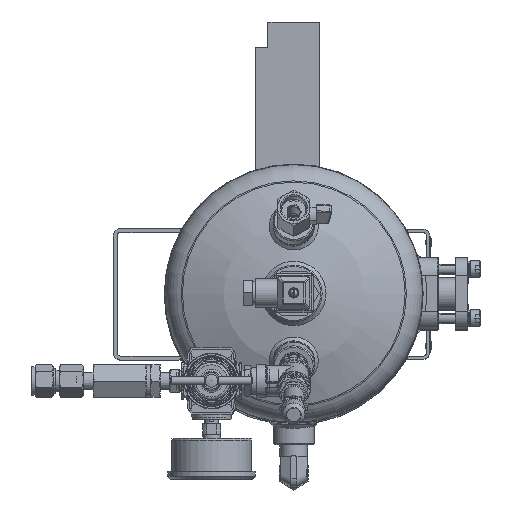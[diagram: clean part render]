
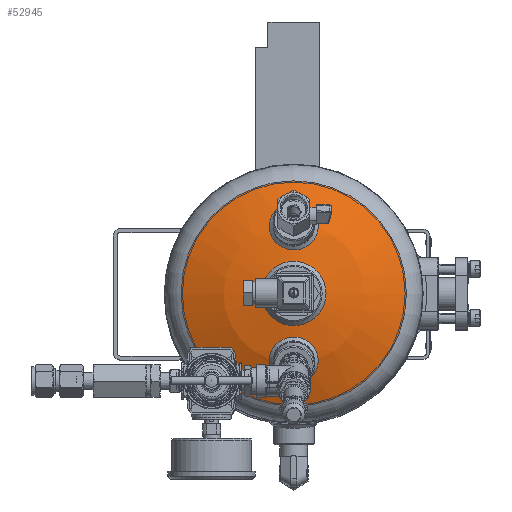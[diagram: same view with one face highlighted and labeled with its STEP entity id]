
A CAD part, top view. The second image highlights one B-rep face of the part: STEP entity #52945.
In plain terms, the highlighted spherical face has radius 202.3 mm.
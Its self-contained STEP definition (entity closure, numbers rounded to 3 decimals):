
#643=SPHERICAL_SURFACE('',#63737,202.3);
#12794=ORIENTED_EDGE('',*,*,#28408,.T.);
#12795=ORIENTED_EDGE('',*,*,#28412,.T.);
#12796=ORIENTED_EDGE('',*,*,#28413,.F.);
#12797=ORIENTED_EDGE('',*,*,#28414,.F.);
#28408=EDGE_CURVE('',#36278,#36278,#41732,.T.);
#28412=EDGE_CURVE('',#36282,#36282,#41736,.T.);
#28413=EDGE_CURVE('',#36283,#36283,#41737,.T.);
#28414=EDGE_CURVE('',#36284,#36284,#41738,.F.);
#36278=VERTEX_POINT('',#83876);
#36282=VERTEX_POINT('',#83886);
#36283=VERTEX_POINT('',#83888);
#36284=VERTEX_POINT('',#83890);
#41732=CIRCLE('',#63732,15.);
#41736=CIRCLE('',#63738,15.);
#41737=CIRCLE('',#63739,87.326);
#41738=CIRCLE('',#63740,20.);
#43723=EDGE_LOOP('',(#12794));
#43724=EDGE_LOOP('',(#12795));
#43725=EDGE_LOOP('',(#12796));
#43726=EDGE_LOOP('',(#12797));
#47950=FACE_BOUND('',#43723,.T.);
#47951=FACE_BOUND('',#43724,.T.);
#47952=FACE_BOUND('',#43725,.T.);
#47953=FACE_BOUND('',#43726,.T.);
#52945=ADVANCED_FACE('',(#47950,#47951,#47952,#47953),#643,.T.);
#63732=AXIS2_PLACEMENT_3D('',#83875,#69480,#69481);
#63737=AXIS2_PLACEMENT_3D('',#83884,#69490,#69491);
#63738=AXIS2_PLACEMENT_3D('',#83885,#69492,#69493);
#63739=AXIS2_PLACEMENT_3D('',#83887,#69494,#69495);
#63740=AXIS2_PLACEMENT_3D('',#83889,#69496,#69497);
#69480=DIRECTION('',(0.259,0.,-0.966));
#69481=DIRECTION('',(0.966,0.,0.259));
#69490=DIRECTION('',(0.,0.,-1.));
#69491=DIRECTION('',(1.,0.,0.));
#69492=DIRECTION('',(-0.259,0.,-0.966));
#69493=DIRECTION('',(-0.966,0.,0.259));
#69494=DIRECTION('',(0.,0.,-1.));
#69495=DIRECTION('',(-1.,0.,0.));
#69496=DIRECTION('',(0.,0.,-1.));
#69497=DIRECTION('',(-1.,0.,0.));
#83875=CARTESIAN_POINT('',(-52.215,0.,46.028));
#83876=CARTESIAN_POINT('',(-37.726,0.,49.911));
#83884=CARTESIAN_POINT('',(0.,0.,-148.841));
#83885=CARTESIAN_POINT('',(52.215,0.,46.028));
#83886=CARTESIAN_POINT('',(37.726,0.,49.911));
#83887=CARTESIAN_POINT('',(0.,0.,33.641));
#83888=CARTESIAN_POINT('',(-87.326,0.,33.641));
#83889=CARTESIAN_POINT('',(0.,0.,52.468));
#83890=CARTESIAN_POINT('',(-20.,0.,52.468));
